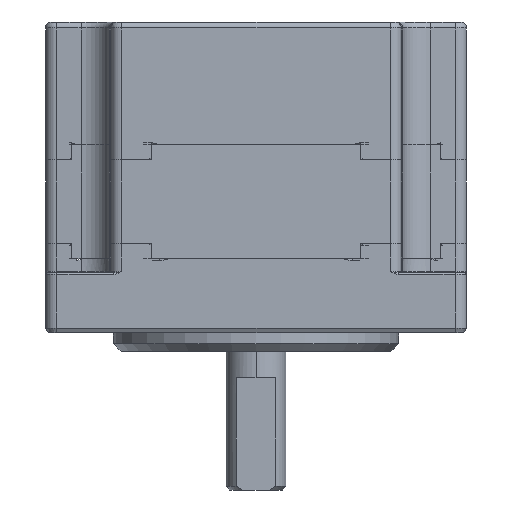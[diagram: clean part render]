
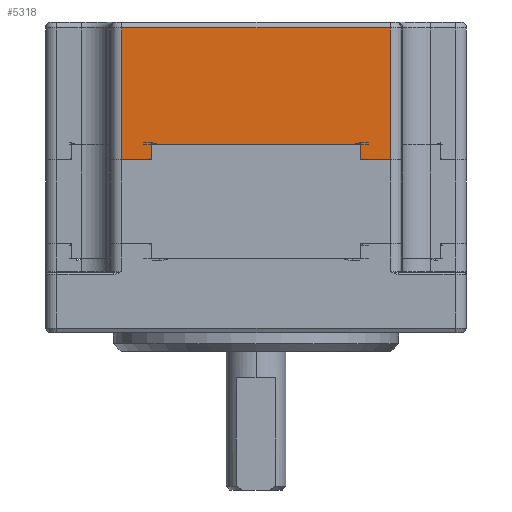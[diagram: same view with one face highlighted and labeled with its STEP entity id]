
A CAD part, front view. The second image highlights one B-rep face of the part: STEP entity #5318.
In plain terms, the highlighted planar face has unit normal (0, -1, 0).
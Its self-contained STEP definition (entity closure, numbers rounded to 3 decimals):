
#183 = CARTESIAN_POINT ( 'NONE',  ( -29.735, 14.108, 2.016 ) ) ;
#185 = PLANE ( 'NONE',  #32923 ) ;
#188 = DIRECTION ( 'NONE',  ( 0., -1., 0. ) ) ;
#189 = DIRECTION ( 'NONE',  ( -1., 0., 0. ) ) ;
#728 = DIRECTION ( 'NONE',  ( -1., 0., 0. ) ) ;
#826 = CARTESIAN_POINT ( 'NONE',  ( 16.268, 14.108, 2.217 ) ) ;
#857 = DIRECTION ( 'NONE',  ( 0., 0., 1. ) ) ;
#951 = CARTESIAN_POINT ( 'NONE',  ( -19.539, 14.108, 19.817 ) ) ;
#1207 = CARTESIAN_POINT ( 'NONE',  ( -15.648, 14.108, 31.598 ) ) ;
#4291 = EDGE_CURVE ( 'NONE', #10425, #10421, #31058, .T. ) ;
#4337 = EDGE_CURVE ( 'NONE', #30839, #30825, #31083, .T. ) ;
#4380 = EDGE_CURVE ( 'NONE', #10415, #30850, #31104, .T. ) ;
#5318 = ADVANCED_FACE ( 'NONE', ( #31857 ), #185, .T. ) ;
#7469 = ORIENTED_EDGE ( 'NONE', *, *, #4291, .T. ) ;
#7470 = ORIENTED_EDGE ( 'NONE', *, *, #30699, .T. ) ;
#7471 = ORIENTED_EDGE ( 'NONE', *, *, #30735, .T. ) ;
#7472 = ORIENTED_EDGE ( 'NONE', *, *, #30697, .T. ) ;
#7473 = ORIENTED_EDGE ( 'NONE', *, *, #30737, .T. ) ;
#7474 = ORIENTED_EDGE ( 'NONE', *, *, #30696, .T. ) ;
#7475 = ORIENTED_EDGE ( 'NONE', *, *, #4380, .T. ) ;
#7476 = ORIENTED_EDGE ( 'NONE', *, *, #30687, .T. ) ;
#7477 = ORIENTED_EDGE ( 'NONE', *, *, #4337, .T. ) ;
#7478 = ORIENTED_EDGE ( 'NONE', *, *, #30672, .T. ) ;
#7479 = ORIENTED_EDGE ( 'NONE', *, *, #30674, .T. ) ;
#7480 = ORIENTED_EDGE ( 'NONE', *, *, #30705, .T. ) ;
#8022 = VERTEX_POINT ( 'NONE', #15271 ) ;
#9460 = B_SPLINE_CURVE_WITH_KNOTS ( 'NONE', 3,
 ( #21729, #21730, #21736, #21737 ),
 .UNSPECIFIED., .F., .F.,
 ( 4, 4 ),
 ( 0., 0. ),
 .UNSPECIFIED. ) ;
#9464 = B_SPLINE_CURVE_WITH_KNOTS ( 'NONE', 3,
 ( #21735, #21734, #21739, #21740 ),
 .UNSPECIFIED., .F., .F.,
 ( 4, 4 ),
 ( 0.054, 0.056 ),
 .UNSPECIFIED. ) ;
#9468 = B_SPLINE_CURVE_WITH_KNOTS ( 'NONE', 3,
 ( #21741, #21742, #21747, #21748 ),
 .UNSPECIFIED., .F., .F.,
 ( 4, 4 ),
 ( 0.027, 0.028 ),
 .UNSPECIFIED. ) ;
#9472 = B_SPLINE_CURVE_WITH_KNOTS ( 'NONE', 3,
 ( #21751, #21752, #21761, #21762 ),
 .UNSPECIFIED., .F., .F.,
 ( 4, 4 ),
 ( 0., 0. ),
 .UNSPECIFIED. ) ;
#10230 = EDGE_LOOP ( 'NONE', ( #7469, #7470, #7471, #7472, #7473, #7474, #7475, #7476, #7477, #7478, #7479, #7480 ) ) ;
#10415 = VERTEX_POINT ( 'NONE', #19063 ) ;
#10419 = VERTEX_POINT ( 'NONE', #19067 ) ;
#10420 = VERTEX_POINT ( 'NONE', #19068 ) ;
#10421 = VERTEX_POINT ( 'NONE', #19069 ) ;
#10425 = VERTEX_POINT ( 'NONE', #19072 ) ;
#10430 = VERTEX_POINT ( 'NONE', #19077 ) ;
#10431 = VERTEX_POINT ( 'NONE', #19078 ) ;
#15271 = CARTESIAN_POINT ( 'NONE',  ( 11.171, 14.108, 4.217 ) ) ;
#16552 = DIRECTION ( 'NONE',  ( 1., 0., 0. ) ) ;
#19063 = CARTESIAN_POINT ( 'NONE',  ( 12.761, 14.108, 2.217 ) ) ;
#19067 = CARTESIAN_POINT ( 'NONE',  ( -16.032, 14.108, 2.217 ) ) ;
#19068 = CARTESIAN_POINT ( 'NONE',  ( 12.377, 14.108, 2.517 ) ) ;
#19069 = CARTESIAN_POINT ( 'NONE',  ( -15.648, 14.108, 4.517 ) ) ;
#19072 = CARTESIAN_POINT ( 'NONE',  ( -15.648, 14.108, 2.517 ) ) ;
#19077 = CARTESIAN_POINT ( 'NONE',  ( 12.377, 14.108, 4.517 ) ) ;
#19078 = CARTESIAN_POINT ( 'NONE',  ( -14.441, 14.108, 4.217 ) ) ;
#21657 = DIRECTION ( 'NONE',  ( 1., 0., 0. ) ) ;
#21669 = CARTESIAN_POINT ( 'NONE',  ( -19.539, 14.108, 2.017 ) ) ;
#21670 = DIRECTION ( 'NONE',  ( 0., 0., -1. ) ) ;
#21673 = CARTESIAN_POINT ( 'NONE',  ( 16.268, 14.108, 2.217 ) ) ;
#21709 = CARTESIAN_POINT ( 'NONE',  ( 16.268, 14.108, 20.617 ) ) ;
#21710 = DIRECTION ( 'NONE',  ( 0., 0., 1. ) ) ;
#21729 = CARTESIAN_POINT ( 'NONE',  ( 12.377, 14.108, 2.517 ) ) ;
#21730 = CARTESIAN_POINT ( 'NONE',  ( 12.506, 14.108, 2.418 ) ) ;
#21734 = CARTESIAN_POINT ( 'NONE',  ( 11.574, 14.108, 4.314 ) ) ;
#21735 = CARTESIAN_POINT ( 'NONE',  ( 11.171, 14.108, 4.217 ) ) ;
#21736 = CARTESIAN_POINT ( 'NONE',  ( 12.634, 14.108, 2.318 ) ) ;
#21737 = CARTESIAN_POINT ( 'NONE',  ( 12.761, 14.108, 2.217 ) ) ;
#21739 = CARTESIAN_POINT ( 'NONE',  ( 11.976, 14.108, 4.414 ) ) ;
#21740 = CARTESIAN_POINT ( 'NONE',  ( 12.377, 14.108, 4.517 ) ) ;
#21741 = CARTESIAN_POINT ( 'NONE',  ( -15.648, 14.108, 4.517 ) ) ;
#21742 = CARTESIAN_POINT ( 'NONE',  ( -15.246, 14.108, 4.414 ) ) ;
#21747 = CARTESIAN_POINT ( 'NONE',  ( -14.844, 14.108, 4.313 ) ) ;
#21748 = CARTESIAN_POINT ( 'NONE',  ( -14.441, 14.108, 4.217 ) ) ;
#21751 = CARTESIAN_POINT ( 'NONE',  ( -16.032, 14.108, 2.217 ) ) ;
#21752 = CARTESIAN_POINT ( 'NONE',  ( -15.904, 14.108, 2.318 ) ) ;
#21761 = CARTESIAN_POINT ( 'NONE',  ( -15.776, 14.108, 2.418 ) ) ;
#21762 = CARTESIAN_POINT ( 'NONE',  ( -15.648, 14.108, 2.517 ) ) ;
#21834 = CARTESIAN_POINT ( 'NONE',  ( -29.735, 14.108, 4.217 ) ) ;
#21835 = DIRECTION ( 'NONE',  ( 1., 0., 0. ) ) ;
#21838 = CARTESIAN_POINT ( 'NONE',  ( 12.377, 14.108, 31.598 ) ) ;
#21839 = DIRECTION ( 'NONE',  ( 0., 0., -1. ) ) ;
#21860 = CARTESIAN_POINT ( 'NONE',  ( -19.539, 14.108, 19.817 ) ) ;
#21877 = CARTESIAN_POINT ( 'NONE',  ( 16.268, 14.108, 19.817 ) ) ;
#21888 = CARTESIAN_POINT ( 'NONE',  ( 16.268, 14.108, 2.217 ) ) ;
#21891 = CARTESIAN_POINT ( 'NONE',  ( -19.539, 14.108, 2.217 ) ) ;
#22290 = LINE ( 'NONE', #21673, #22297 ) ;
#22291 = LINE ( 'NONE', #21669, #22294 ) ;
#22294 = VECTOR ( 'NONE', #21670, 1000. ) ;
#22297 = VECTOR ( 'NONE', #21657, 1000. ) ;
#22312 = LINE ( 'NONE', #21709, #22313 ) ;
#22313 = VECTOR ( 'NONE', #21710, 1000. ) ;
#22379 = LINE ( 'NONE', #21834, #22380 ) ;
#22380 = VECTOR ( 'NONE', #21835, 1000. ) ;
#22381 = LINE ( 'NONE', #21838, #22384 ) ;
#22384 = VECTOR ( 'NONE', #21839, 1000. ) ;
#30672 = EDGE_CURVE ( 'NONE', #30825, #30853, #22291, .T. ) ;
#30674 = EDGE_CURVE ( 'NONE', #30853, #10419, #22290, .T. ) ;
#30687 = EDGE_CURVE ( 'NONE', #30850, #30839, #22312, .T. ) ;
#30696 = EDGE_CURVE ( 'NONE', #10420, #10415, #9460, .T. ) ;
#30697 = EDGE_CURVE ( 'NONE', #8022, #10430, #9464, .T. ) ;
#30699 = EDGE_CURVE ( 'NONE', #10421, #10431, #9468, .T. ) ;
#30705 = EDGE_CURVE ( 'NONE', #10419, #10425, #9472, .T. ) ;
#30735 = EDGE_CURVE ( 'NONE', #10431, #8022, #22379, .T. ) ;
#30737 = EDGE_CURVE ( 'NONE', #10430, #10420, #22381, .T. ) ;
#30825 = VERTEX_POINT ( 'NONE', #21860 ) ;
#30839 = VERTEX_POINT ( 'NONE', #21877 ) ;
#30850 = VERTEX_POINT ( 'NONE', #21888 ) ;
#30853 = VERTEX_POINT ( 'NONE', #21891 ) ;
#31058 = LINE ( 'NONE', #1207, #31061 ) ;
#31061 = VECTOR ( 'NONE', #857, 1000. ) ;
#31083 = LINE ( 'NONE', #951, #31086 ) ;
#31086 = VECTOR ( 'NONE', #728, 1000. ) ;
#31104 = LINE ( 'NONE', #826, #31106 ) ;
#31106 = VECTOR ( 'NONE', #16552, 1000. ) ;
#31857 = FACE_OUTER_BOUND ( 'NONE', #10230, .T. ) ;
#32923 = AXIS2_PLACEMENT_3D ( 'NONE', #183, #188, #189 ) ;
